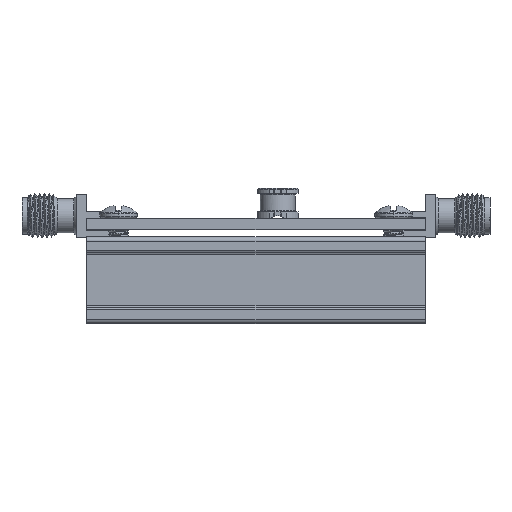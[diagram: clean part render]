
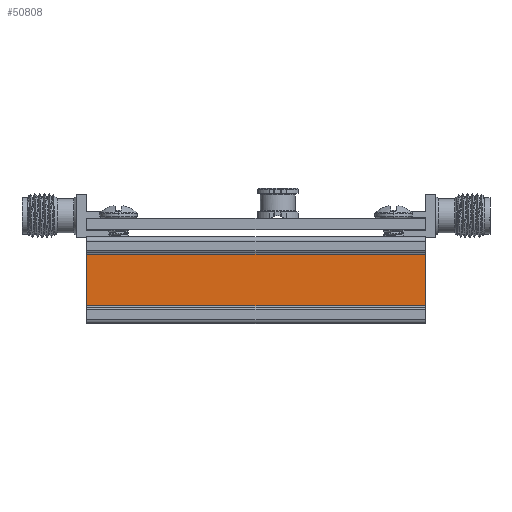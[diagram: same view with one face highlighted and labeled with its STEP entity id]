
A CAD part, top view. The second image highlights one B-rep face of the part: STEP entity #50808.
In plain terms, the highlighted free-form (B-spline) face has degree [1, 1] with [2, 2] control points.
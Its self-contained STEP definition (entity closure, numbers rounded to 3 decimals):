
#49829 = VERTEX_POINT('',#49830);
#49830 = CARTESIAN_POINT('',(-24.729,-12.77,
    24.135));
#49836 = EDGE_CURVE('',#49837,#49829,#49839,.T.);
#49837 = VERTEX_POINT('',#49838);
#49838 = CARTESIAN_POINT('',(-24.729,-5.223,
    24.135));
#49839 = B_SPLINE_CURVE_WITH_KNOTS('',1,(#49840,#49841),.UNSPECIFIED.,
  .F.,.F.,(2,2),(-7.63,0.),.PIECEWISE_BEZIER_KNOTS.);
#49840 = CARTESIAN_POINT('',(-24.729,-5.223,
    24.135));
#49841 = CARTESIAN_POINT('',(-24.729,-12.77,
    24.135));
#49873 = VERTEX_POINT('',#49874);
#49874 = CARTESIAN_POINT('',(24.729,-5.223,
    24.135));
#49880 = EDGE_CURVE('',#49873,#49881,#49883,.T.);
#49881 = VERTEX_POINT('',#49882);
#49882 = CARTESIAN_POINT('',(24.729,-12.77,
    24.135));
#49883 = B_SPLINE_CURVE_WITH_KNOTS('',1,(#49884,#49885),.UNSPECIFIED.,
  .F.,.F.,(2,2),(-7.63,0.),.PIECEWISE_BEZIER_KNOTS.);
#49884 = CARTESIAN_POINT('',(24.729,-5.223,
    24.135));
#49885 = CARTESIAN_POINT('',(24.729,-12.77,
    24.135));
#50794 = EDGE_CURVE('',#49881,#49829,#50795,.T.);
#50795 = B_SPLINE_CURVE_WITH_KNOTS('',1,(#50796,#50797),.UNSPECIFIED.,
  .F.,.F.,(2,2),(0.,50.),.PIECEWISE_BEZIER_KNOTS.);
#50796 = CARTESIAN_POINT('',(24.729,-12.77,
    24.135));
#50797 = CARTESIAN_POINT('',(-24.729,-12.77,
    24.135));
#50808 = ADVANCED_FACE('',(#50809),#50819,.F.);
#50809 = FACE_BOUND('',#50810,.T.);
#50810 = EDGE_LOOP('',(#50811,#50812,#50813,#50814));
#50811 = ORIENTED_EDGE('',*,*,#49836,.T.);
#50812 = ORIENTED_EDGE('',*,*,#50794,.F.);
#50813 = ORIENTED_EDGE('',*,*,#49880,.F.);
#50814 = ORIENTED_EDGE('',*,*,#50815,.T.);
#50815 = EDGE_CURVE('',#49873,#49837,#50816,.T.);
#50816 = B_SPLINE_CURVE_WITH_KNOTS('',1,(#50817,#50818),.UNSPECIFIED.,
  .F.,.F.,(2,2),(0.,50.),.PIECEWISE_BEZIER_KNOTS.);
#50817 = CARTESIAN_POINT('',(24.729,-5.223,
    24.135));
#50818 = CARTESIAN_POINT('',(-24.729,-5.223,
    24.135));
#50819 = B_SPLINE_SURFACE_WITH_KNOTS('',1,1,(
    (#50820,#50821)
    ,(#50822,#50823
    )),.UNSPECIFIED.,.F.,.F.,.F.,(2,2),(2,2),(-50.,0.),(-7.63,0.),
  .PIECEWISE_BEZIER_KNOTS.);
#50820 = CARTESIAN_POINT('',(-24.729,-5.223,
    24.135));
#50821 = CARTESIAN_POINT('',(-24.729,-12.77,
    24.135));
#50822 = CARTESIAN_POINT('',(24.729,-5.223,
    24.135));
#50823 = CARTESIAN_POINT('',(24.729,-12.77,
    24.135));
